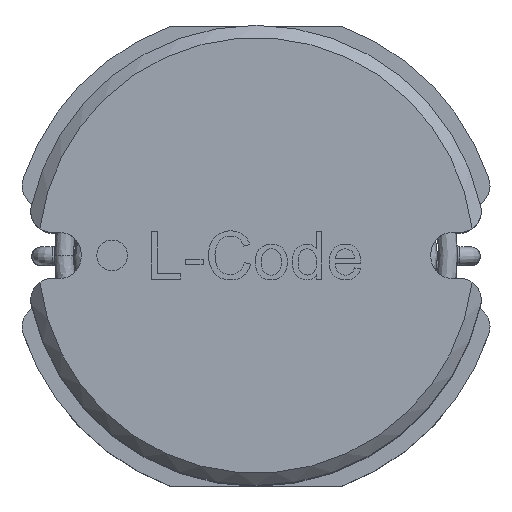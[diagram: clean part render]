
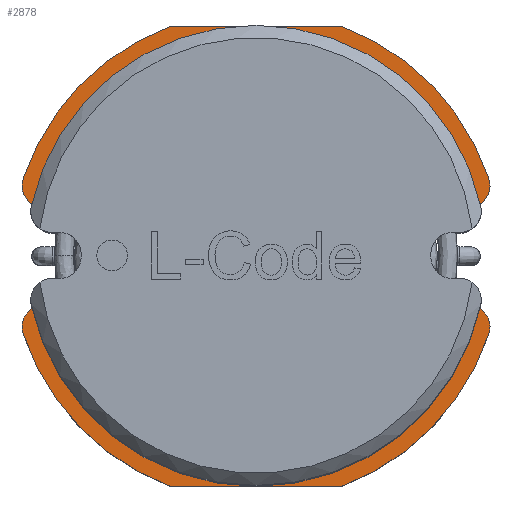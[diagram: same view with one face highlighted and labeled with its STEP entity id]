
A CAD part, top view. The second image highlights one B-rep face of the part: STEP entity #2878.
In plain terms, the highlighted planar face has unit normal (0, 0, 1).
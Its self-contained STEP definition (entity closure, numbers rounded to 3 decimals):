
#218=LINE('',#11876,#352);
#219=LINE('',#11881,#353);
#220=LINE('',#11887,#354);
#221=LINE('',#11890,#355);
#222=LINE('',#11894,#356);
#223=LINE('',#11898,#357);
#224=LINE('',#11901,#358);
#225=LINE('',#11904,#359);
#352=VECTOR('',#3571,1000.);
#353=VECTOR('',#3574,1000.);
#354=VECTOR('',#3579,1000.);
#355=VECTOR('',#3582,1000.);
#356=VECTOR('',#3585,1000.);
#357=VECTOR('',#3588,1000.);
#358=VECTOR('',#3591,1000.);
#359=VECTOR('',#3594,1000.);
#441=CIRCLE('',#3067,4.);
#459=CIRCLE('',#3087,4.);
#460=CIRCLE('',#3089,4.);
#461=CIRCLE('',#3091,0.75);
#462=CIRCLE('',#3092,0.35);
#463=CIRCLE('',#3093,0.35);
#464=CIRCLE('',#3094,4.);
#465=CIRCLE('',#3095,0.35);
#466=CIRCLE('',#3096,0.35);
#467=CIRCLE('',#3097,0.35);
#468=CIRCLE('',#3098,0.35);
#469=CIRCLE('',#3099,0.35);
#470=CIRCLE('',#3100,0.35);
#952=ORIENTED_EDGE('',*,*,#1354,.T.);
#953=ORIENTED_EDGE('',*,*,#1355,.T.);
#954=ORIENTED_EDGE('',*,*,#1356,.T.);
#955=ORIENTED_EDGE('',*,*,#1357,.T.);
#956=ORIENTED_EDGE('',*,*,#1358,.T.);
#957=ORIENTED_EDGE('',*,*,#1359,.F.);
#958=ORIENTED_EDGE('',*,*,#1360,.F.);
#959=ORIENTED_EDGE('',*,*,#1317,.F.);
#960=ORIENTED_EDGE('',*,*,#1361,.T.);
#961=ORIENTED_EDGE('',*,*,#1362,.F.);
#962=ORIENTED_EDGE('',*,*,#1363,.T.);
#963=ORIENTED_EDGE('',*,*,#1364,.F.);
#964=ORIENTED_EDGE('',*,*,#1365,.T.);
#965=ORIENTED_EDGE('',*,*,#1366,.T.);
#966=ORIENTED_EDGE('',*,*,#1367,.T.);
#967=ORIENTED_EDGE('',*,*,#1348,.F.);
#968=ORIENTED_EDGE('',*,*,#1368,.T.);
#969=ORIENTED_EDGE('',*,*,#1352,.F.);
#970=ORIENTED_EDGE('',*,*,#1369,.T.);
#971=ORIENTED_EDGE('',*,*,#1370,.F.);
#972=ORIENTED_EDGE('',*,*,#1371,.T.);
#1317=EDGE_CURVE('',#1566,#1567,#441,.T.);
#1348=EDGE_CURVE('',#1596,#1597,#459,.T.);
#1352=EDGE_CURVE('',#1598,#1599,#460,.T.);
#1354=EDGE_CURVE('',#1600,#1600,#461,.T.);
#1355=EDGE_CURVE('',#1601,#1602,#218,.T.);
#1356=EDGE_CURVE('',#1602,#1603,#462,.T.);
#1357=EDGE_CURVE('',#1603,#1604,#219,.T.);
#1358=EDGE_CURVE('',#1604,#1605,#463,.F.);
#1359=EDGE_CURVE('',#1606,#1605,#464,.T.);
#1360=EDGE_CURVE('',#1567,#1606,#220,.T.);
#1361=EDGE_CURVE('',#1566,#1607,#465,.F.);
#1362=EDGE_CURVE('',#1608,#1607,#221,.T.);
#1363=EDGE_CURVE('',#1608,#1609,#466,.T.);
#1364=EDGE_CURVE('',#1610,#1609,#222,.T.);
#1365=EDGE_CURVE('',#1610,#1611,#467,.T.);
#1366=EDGE_CURVE('',#1611,#1612,#223,.T.);
#1367=EDGE_CURVE('',#1612,#1597,#468,.F.);
#1368=EDGE_CURVE('',#1596,#1599,#224,.T.);
#1369=EDGE_CURVE('',#1598,#1613,#469,.F.);
#1370=EDGE_CURVE('',#1614,#1613,#225,.T.);
#1371=EDGE_CURVE('',#1614,#1601,#470,.T.);
#1566=VERTEX_POINT('',#11799);
#1567=VERTEX_POINT('',#11801);
#1596=VERTEX_POINT('',#11863);
#1597=VERTEX_POINT('',#11864);
#1598=VERTEX_POINT('',#11869);
#1599=VERTEX_POINT('',#11871);
#1600=VERTEX_POINT('',#11875);
#1601=VERTEX_POINT('',#11877);
#1602=VERTEX_POINT('',#11878);
#1603=VERTEX_POINT('',#11880);
#1604=VERTEX_POINT('',#11882);
#1605=VERTEX_POINT('',#11884);
#1606=VERTEX_POINT('',#11886);
#1607=VERTEX_POINT('',#11889);
#1608=VERTEX_POINT('',#11891);
#1609=VERTEX_POINT('',#11893);
#1610=VERTEX_POINT('',#11895);
#1611=VERTEX_POINT('',#11897);
#1612=VERTEX_POINT('',#11899);
#1613=VERTEX_POINT('',#11903);
#1614=VERTEX_POINT('',#11905);
#1859=EDGE_LOOP('',(#952));
#1860=EDGE_LOOP('',(#953,#954,#955,#956,#957,#958,#959,#960,#961,#962,#963,
#964,#965,#966,#967,#968,#969,#970,#971,#972));
#2059=FACE_BOUND('',#1859,.T.);
#2060=FACE_BOUND('',#1860,.T.);
#2159=PLANE('',#3090);
#2878=ADVANCED_FACE('',(#2059,#2060),#2159,.F.);
#3067=AXIS2_PLACEMENT_3D('',#11800,#3504,#3505);
#3087=AXIS2_PLACEMENT_3D('',#11862,#3557,#3558);
#3089=AXIS2_PLACEMENT_3D('',#11870,#3564,#3565);
#3090=AXIS2_PLACEMENT_3D('',#11873,#3567,#3568);
#3091=AXIS2_PLACEMENT_3D('',#11874,#3569,#3570);
#3092=AXIS2_PLACEMENT_3D('',#11879,#3572,#3573);
#3093=AXIS2_PLACEMENT_3D('',#11883,#3575,#3576);
#3094=AXIS2_PLACEMENT_3D('',#11885,#3577,#3578);
#3095=AXIS2_PLACEMENT_3D('',#11888,#3580,#3581);
#3096=AXIS2_PLACEMENT_3D('',#11892,#3583,#3584);
#3097=AXIS2_PLACEMENT_3D('',#11896,#3586,#3587);
#3098=AXIS2_PLACEMENT_3D('',#11900,#3589,#3590);
#3099=AXIS2_PLACEMENT_3D('',#11902,#3592,#3593);
#3100=AXIS2_PLACEMENT_3D('',#11906,#3595,#3596);
#3504=DIRECTION('',(0.,0.,-1.));
#3505=DIRECTION('',(1.,0.,0.));
#3557=DIRECTION('',(0.,0.,-1.));
#3558=DIRECTION('',(1.,0.,0.));
#3564=DIRECTION('',(0.,0.,-1.));
#3565=DIRECTION('',(1.,0.,0.));
#3567=DIRECTION('',(0.,0.,-1.));
#3568=DIRECTION('',(-1.,0.,0.));
#3569=DIRECTION('',(0.,0.,-1.));
#3570=DIRECTION('',(1.,0.,0.));
#3571=DIRECTION('',(0.,1.,0.));
#3572=DIRECTION('',(0.,0.,-1.));
#3573=DIRECTION('',(-1.,0.,0.));
#3574=DIRECTION('',(1.,0.,0.));
#3575=DIRECTION('',(0.,0.,-1.));
#3576=DIRECTION('',(-1.,0.,0.));
#3577=DIRECTION('',(0.,0.,-1.));
#3578=DIRECTION('',(1.,0.,0.));
#3579=DIRECTION('',(1.,0.,0.));
#3580=DIRECTION('',(0.,0.,-1.));
#3581=DIRECTION('',(-1.,0.,0.));
#3582=DIRECTION('',(-1.,0.,0.));
#3583=DIRECTION('',(0.,0.,-1.));
#3584=DIRECTION('',(-1.,0.,0.));
#3585=DIRECTION('',(0.,1.,0.));
#3586=DIRECTION('',(0.,0.,-1.));
#3587=DIRECTION('',(-1.,0.,0.));
#3588=DIRECTION('',(-1.,0.,0.));
#3589=DIRECTION('',(0.,0.,-1.));
#3590=DIRECTION('',(-1.,0.,0.));
#3591=DIRECTION('',(1.,0.,0.));
#3592=DIRECTION('',(0.,0.,-1.));
#3593=DIRECTION('',(-1.,0.,0.));
#3594=DIRECTION('',(1.,0.,0.));
#3595=DIRECTION('',(0.,0.,-1.));
#3596=DIRECTION('',(-1.,0.,0.));
#11799=CARTESIAN_POINT('',(-3.796,1.26,0.));
#11800=CARTESIAN_POINT('',(0.,0.,0.));
#11801=CARTESIAN_POINT('',(-1.392,3.75,0.));
#11862=CARTESIAN_POINT('',(0.,0.,0.));
#11863=CARTESIAN_POINT('',(-1.392,-3.75,0.));
#11864=CARTESIAN_POINT('',(-3.796,-1.26,0.));
#11869=CARTESIAN_POINT('',(3.796,-1.26,0.));
#11870=CARTESIAN_POINT('',(0.,0.,0.));
#11871=CARTESIAN_POINT('',(1.392,-3.75,0.));
#11873=CARTESIAN_POINT('',(0.,0.,0.));
#11874=CARTESIAN_POINT('',(0.,0.,0.));
#11875=CARTESIAN_POINT('',(0.75,0.,0.));
#11876=CARTESIAN_POINT('',(2.75,-0.8,0.));
#11877=CARTESIAN_POINT('',(2.75,-0.45,0.));
#11878=CARTESIAN_POINT('',(2.75,0.45,0.));
#11879=CARTESIAN_POINT('',(3.1,0.45,0.));
#11880=CARTESIAN_POINT('',(3.1,0.8,0.));
#11881=CARTESIAN_POINT('',(2.75,0.8,0.));
#11882=CARTESIAN_POINT('',(3.464,0.8,0.));
#11883=CARTESIAN_POINT('',(3.464,1.15,0.));
#11884=CARTESIAN_POINT('',(3.796,1.26,0.));
#11885=CARTESIAN_POINT('',(0.,0.,0.));
#11886=CARTESIAN_POINT('',(1.392,3.75,0.));
#11887=CARTESIAN_POINT('',(-1.392,3.75,0.));
#11888=CARTESIAN_POINT('',(-3.464,1.15,0.));
#11889=CARTESIAN_POINT('',(-3.464,0.8,0.));
#11890=CARTESIAN_POINT('',(-2.75,0.8,0.));
#11891=CARTESIAN_POINT('',(-3.1,0.8,0.));
#11892=CARTESIAN_POINT('',(-3.1,0.45,0.));
#11893=CARTESIAN_POINT('',(-2.75,0.45,0.));
#11894=CARTESIAN_POINT('',(-2.75,-0.8,0.));
#11895=CARTESIAN_POINT('',(-2.75,-0.45,0.));
#11896=CARTESIAN_POINT('',(-3.1,-0.45,0.));
#11897=CARTESIAN_POINT('',(-3.1,-0.8,0.));
#11898=CARTESIAN_POINT('',(0.,-0.8,0.));
#11899=CARTESIAN_POINT('',(-3.464,-0.8,0.));
#11900=CARTESIAN_POINT('',(-3.464,-1.15,0.));
#11901=CARTESIAN_POINT('',(-1.392,-3.75,0.));
#11902=CARTESIAN_POINT('',(3.464,-1.15,0.));
#11903=CARTESIAN_POINT('',(3.464,-0.8,0.));
#11904=CARTESIAN_POINT('',(0.,-0.8,0.));
#11905=CARTESIAN_POINT('',(3.1,-0.8,0.));
#11906=CARTESIAN_POINT('',(3.1,-0.45,0.));
